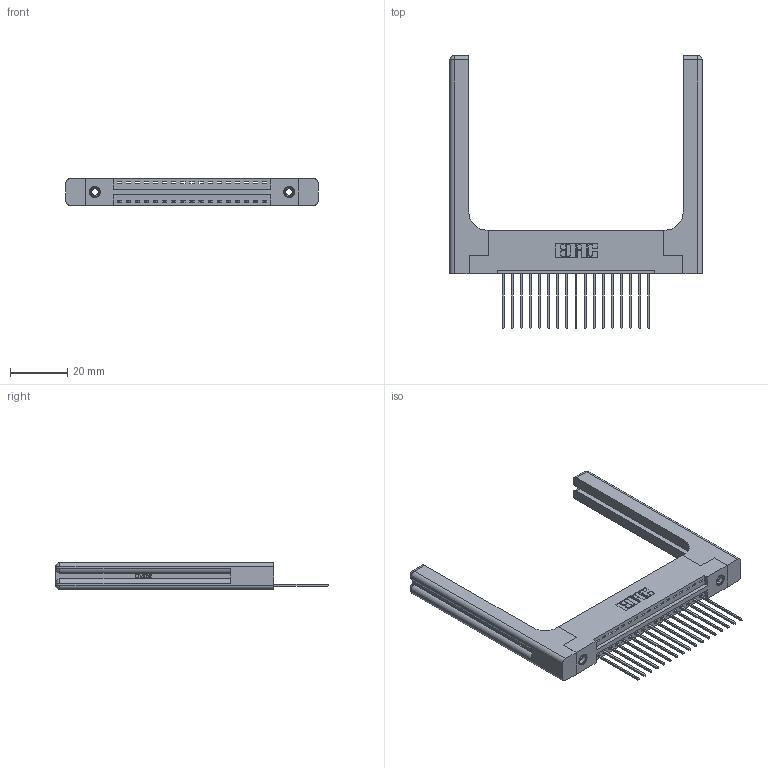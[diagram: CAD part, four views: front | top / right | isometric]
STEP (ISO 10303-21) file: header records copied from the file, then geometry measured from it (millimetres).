
FILE_DESCRIPTION (( 'STEP AP203' ), '1' );
FILE_NAME ('396-017-541-158.STEP', '2019-10-26T19:17:28', ( '' ), ( '' ), 'SwSTEP 2.0', 'SolidWorks 2016', '' );
FILE_SCHEMA (( 'CONFIG_CONTROL_DESIGN' ));
Length unit declared in the file: inch
Products named in the file (5): 346-220-058_345-220-058; 396-017-541-158; 345-292-001_345-293-141; 346 Part_Flush Mounting Lugs - 0.156 Dia-TH; 345-250-001_345-250-001-102
Assembly tree (22 placements, depth 2):
  396-017-541-158
    346 Part_Flush Mounting Lugs - 0.156 Dia-TH
    345-292-001_345-293-141  x17
    345-250-001_345-250-001-102  x2
    346-220-058_345-220-058  x2
Bounding box: 88.04 x 95.25 x 9.4 mm (x, y, z)
Volume: 15829.3 mm3; surface area: 15622.4 mm2
Topology: 22 solids, 22 shells, 1364 faces, 3987 edges, 2614 vertices
Faces by surface type: plane 904, cylinder 400, bspline 36, cone 12, sphere 8, torus 4
Entity records: 19116 total; most frequent: CARTESIAN_POINT 4264, ORIENTED_EDGE 3012, DIRECTION 2724, EDGE_CURVE 1506, VECTOR 1214, LINE 1214, VERTEX_POINT 994, AXIS2_PLACEMENT_3D 755
